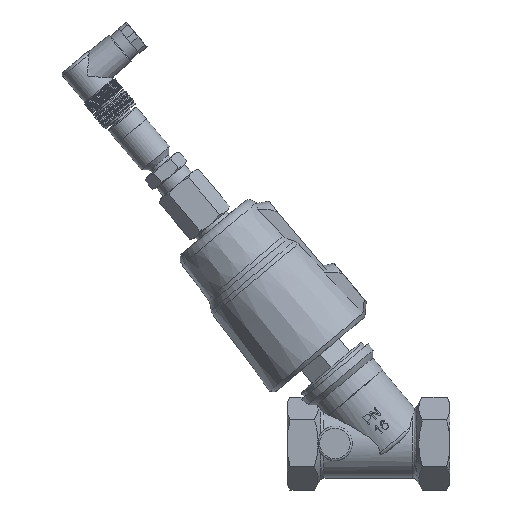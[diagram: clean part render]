
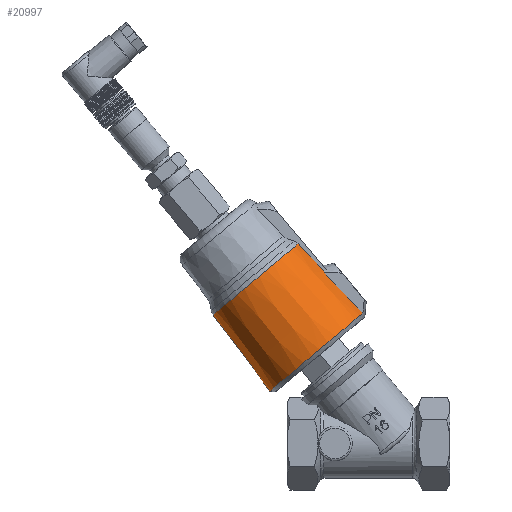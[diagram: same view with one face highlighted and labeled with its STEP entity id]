
A CAD part, left-side view. The second image highlights one B-rep face of the part: STEP entity #20997.
In plain terms, the highlighted conical face has half-angle 3.414 degrees and reference radius 29.475 mm.
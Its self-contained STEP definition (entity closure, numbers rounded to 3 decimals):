
#226=(
BOUNDED_CURVE()
B_SPLINE_CURVE(2,(#35102,#35103,#35104),.UNSPECIFIED.,.F.,.F.)
B_SPLINE_CURVE_WITH_KNOTS((3,3),(0.,1.713),.UNSPECIFIED.)
CURVE()
GEOMETRIC_REPRESENTATION_ITEM()
RATIONAL_B_SPLINE_CURVE((1.,1.,1.))
REPRESENTATION_ITEM('')
);
#227=(
BOUNDED_CURVE()
B_SPLINE_CURVE(2,(#35105,#35106,#35107),.UNSPECIFIED.,.F.,.F.)
B_SPLINE_CURVE_WITH_KNOTS((3,3),(0.,1.078),.UNSPECIFIED.)
CURVE()
GEOMETRIC_REPRESENTATION_ITEM()
RATIONAL_B_SPLINE_CURVE((1.,1.,1.))
REPRESENTATION_ITEM('')
);
#229=(
BOUNDED_CURVE()
B_SPLINE_CURVE(2,(#35117,#35118,#35119),.UNSPECIFIED.,.F.,.F.)
B_SPLINE_CURVE_WITH_KNOTS((3,3),(0.492,2.204),
 .UNSPECIFIED.)
CURVE()
GEOMETRIC_REPRESENTATION_ITEM()
RATIONAL_B_SPLINE_CURVE((1.,1.,1.))
REPRESENTATION_ITEM('')
);
#230=(
BOUNDED_CURVE()
B_SPLINE_CURVE(2,(#35120,#35121,#35122),.UNSPECIFIED.,.F.,.F.)
B_SPLINE_CURVE_WITH_KNOTS((3,3),(0.354,1.433),
 .UNSPECIFIED.)
CURVE()
GEOMETRIC_REPRESENTATION_ITEM()
RATIONAL_B_SPLINE_CURVE((1.,1.,1.))
REPRESENTATION_ITEM('')
);
#231=(
BOUNDED_CURVE()
B_SPLINE_CURVE(2,(#35124,#35125,#35126),.UNSPECIFIED.,.F.,.F.)
B_SPLINE_CURVE_WITH_KNOTS((3,3),(0.632,2.44),
 .UNSPECIFIED.)
CURVE()
GEOMETRIC_REPRESENTATION_ITEM()
RATIONAL_B_SPLINE_CURVE((1.,1.,1.))
REPRESENTATION_ITEM('')
);
#232=(
BOUNDED_CURVE()
B_SPLINE_CURVE(2,(#35129,#35130,#35131),.UNSPECIFIED.,.F.,.F.)
B_SPLINE_CURVE_WITH_KNOTS((3,3),(0.,1.808),.UNSPECIFIED.)
CURVE()
GEOMETRIC_REPRESENTATION_ITEM()
RATIONAL_B_SPLINE_CURVE((1.,1.,1.))
REPRESENTATION_ITEM('')
);
#724=B_SPLINE_CURVE_WITH_KNOTS('',3,(#35074,#35075,#35076,#35077),
 .UNSPECIFIED.,.F.,.F.,(4,4),(3.068,3.242),
 .UNSPECIFIED.);
#725=B_SPLINE_CURVE_WITH_KNOTS('',3,(#35089,#35090,#35091,#35092),
 .UNSPECIFIED.,.F.,.F.,(4,4),(1.198,1.372),
 .UNSPECIFIED.);
#2905=FACE_OUTER_BOUND('',#4238,.T.);
#4238=EDGE_LOOP('',(#18660,#18661,#18662,#18663,#18664,#18665,#18666,#18667,
#18668,#18669));
#8296=CIRCLE('',#22664,30.752);
#8297=CIRCLE('',#22666,27.97);
#10078=VERTEX_POINT('',#35069);
#10079=VERTEX_POINT('',#35073);
#10082=VERTEX_POINT('',#35084);
#10083=VERTEX_POINT('',#35088);
#10084=VERTEX_POINT('',#35097);
#10085=VERTEX_POINT('',#35101);
#10086=VERTEX_POINT('',#35110);
#10087=VERTEX_POINT('',#35116);
#10088=VERTEX_POINT('',#35123);
#10089=VERTEX_POINT('',#35127);
#12993=EDGE_CURVE('',#10079,#10078,#724,.T.);
#12997=EDGE_CURVE('',#10083,#10082,#725,.T.);
#13000=EDGE_CURVE('',#10085,#10084,#226,.T.);
#13001=EDGE_CURVE('',#10085,#10078,#227,.T.);
#13004=EDGE_CURVE('',#10084,#10086,#8296,.T.);
#13005=EDGE_CURVE('',#10086,#10087,#229,.T.);
#13006=EDGE_CURVE('',#10083,#10087,#230,.T.);
#13007=EDGE_CURVE('',#10082,#10088,#231,.T.);
#13008=EDGE_CURVE('',#10089,#10088,#8297,.T.);
#13009=EDGE_CURVE('',#10089,#10079,#232,.T.);
#18660=ORIENTED_EDGE('',*,*,#13004,.T.);
#18661=ORIENTED_EDGE('',*,*,#13005,.T.);
#18662=ORIENTED_EDGE('',*,*,#13006,.F.);
#18663=ORIENTED_EDGE('',*,*,#12997,.T.);
#18664=ORIENTED_EDGE('',*,*,#13007,.T.);
#18665=ORIENTED_EDGE('',*,*,#13008,.F.);
#18666=ORIENTED_EDGE('',*,*,#13009,.T.);
#18667=ORIENTED_EDGE('',*,*,#12993,.T.);
#18668=ORIENTED_EDGE('',*,*,#13001,.F.);
#18669=ORIENTED_EDGE('',*,*,#13000,.T.);
#19951=CONICAL_SURFACE('',#22665,29.475,0.06);
#20997=ADVANCED_FACE('',(#2905),#19951,.T.);
#22664=AXIS2_PLACEMENT_3D('',#35114,#27379,#27380);
#22665=AXIS2_PLACEMENT_3D('',#35115,#27381,#27382);
#22666=AXIS2_PLACEMENT_3D('',#35128,#27383,#27384);
#27379=DIRECTION('center_axis',(0.,0.643,0.766));
#27380=DIRECTION('ref_axis',(0.,-0.766,0.643));
#27381=DIRECTION('center_axis',(0.,-0.643,
-0.766));
#27382=DIRECTION('ref_axis',(0.,0.766,-0.643));
#27383=DIRECTION('center_axis',(0.,0.643,0.766));
#27384=DIRECTION('ref_axis',(0.,0.766,-0.643));
#35069=CARTESIAN_POINT('',(10.,21.997,84.211));
#35073=CARTESIAN_POINT('',(8.5,22.232,85.186));
#35074=CARTESIAN_POINT('Ctrl Pts',(8.5,22.232,85.186));
#35075=CARTESIAN_POINT('Ctrl Pts',(9.024,22.163,84.881));
#35076=CARTESIAN_POINT('Ctrl Pts',(9.526,22.085,84.553));
#35077=CARTESIAN_POINT('Ctrl Pts',(10.,21.997,84.211));
#35084=CARTESIAN_POINT('',(-8.5,22.232,85.186));
#35088=CARTESIAN_POINT('',(-10.,21.997,84.211));
#35089=CARTESIAN_POINT('Ctrl Pts',(-10.,21.997,84.211));
#35090=CARTESIAN_POINT('Ctrl Pts',(-9.526,22.085,84.553));
#35091=CARTESIAN_POINT('Ctrl Pts',(-9.024,22.163,84.881));
#35092=CARTESIAN_POINT('Ctrl Pts',(-8.5,22.232,85.186));
#35097=CARTESIAN_POINT('',(10.,2.777,64.043));
#35101=CARTESIAN_POINT('',(10.,14.527,76.374));
#35102=CARTESIAN_POINT('Ctrl Pts',(10.,14.527,76.374));
#35103=CARTESIAN_POINT('Ctrl Pts',(10.,8.762,70.326));
#35104=CARTESIAN_POINT('Ctrl Pts',(10.,2.777,64.043));
#35105=CARTESIAN_POINT('Ctrl Pts',(10.,14.527,76.374));
#35106=CARTESIAN_POINT('Ctrl Pts',(10.,18.308,80.342));
#35107=CARTESIAN_POINT('Ctrl Pts',(10.,21.997,84.211));
#35110=CARTESIAN_POINT('',(-10.,2.777,64.043));
#35114=CARTESIAN_POINT('Origin',(0.,25.054,
45.351));
#35115=CARTESIAN_POINT('Origin',(0.,38.809,61.743));
#35116=CARTESIAN_POINT('',(-10.,14.527,76.374));
#35117=CARTESIAN_POINT('Ctrl Pts',(-10.,2.777,64.043));
#35118=CARTESIAN_POINT('Ctrl Pts',(-10.,8.762,70.326));
#35119=CARTESIAN_POINT('Ctrl Pts',(-10.,14.527,76.374));
#35120=CARTESIAN_POINT('Ctrl Pts',(-10.,21.997,84.211));
#35121=CARTESIAN_POINT('Ctrl Pts',(-10.,18.308,80.342));
#35122=CARTESIAN_POINT('Ctrl Pts',(-10.,14.527,76.374));
#35123=CARTESIAN_POINT('',(-8.5,34.607,98.192));
#35124=CARTESIAN_POINT('Ctrl Pts',(-8.5,22.232,85.186));
#35125=CARTESIAN_POINT('Ctrl Pts',(-8.5,28.546,91.824));
#35126=CARTESIAN_POINT('Ctrl Pts',(-8.5,34.607,98.192));
#35127=CARTESIAN_POINT('',(8.5,34.607,98.192));
#35128=CARTESIAN_POINT('Origin',(0.,55.02,81.063));
#35129=CARTESIAN_POINT('Ctrl Pts',(8.5,34.607,98.192));
#35130=CARTESIAN_POINT('Ctrl Pts',(8.5,28.546,91.824));
#35131=CARTESIAN_POINT('Ctrl Pts',(8.5,22.232,85.186));
